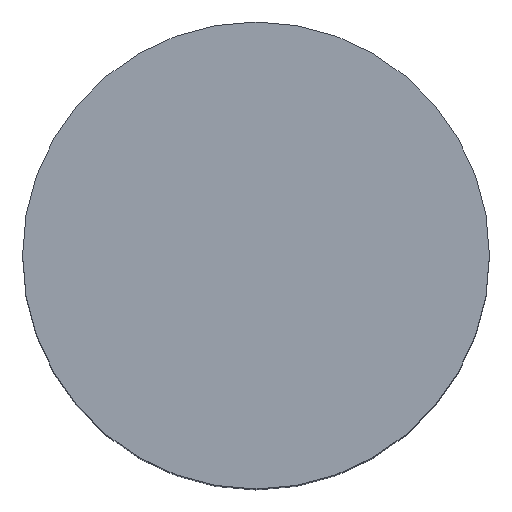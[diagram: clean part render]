
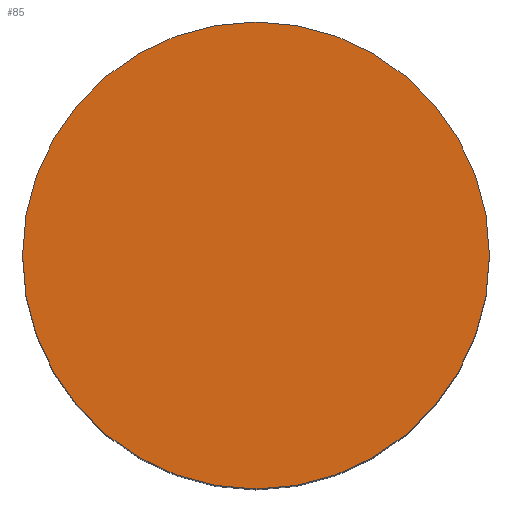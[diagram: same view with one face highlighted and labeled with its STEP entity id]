
A CAD part, top view. The second image highlights one B-rep face of the part: STEP entity #85.
In plain terms, the highlighted planar face has unit normal (0, 0, 1).
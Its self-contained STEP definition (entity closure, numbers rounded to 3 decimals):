
#50 = VERTEX_POINT('',#51);
#51 = CARTESIAN_POINT('',(5.,0.,2.));
#57 = EDGE_CURVE('',#50,#50,#58,.T.);
#58 = CIRCLE('',#59,5.);
#59 = AXIS2_PLACEMENT_3D('',#60,#61,#62);
#60 = CARTESIAN_POINT('',(0.,0.,2.));
#61 = DIRECTION('',(0.,0.,1.));
#62 = DIRECTION('',(1.,0.,0.));
#85 = ADVANCED_FACE('',(#86),#89,.T.);
#86 = FACE_BOUND('',#87,.T.);
#87 = EDGE_LOOP('',(#88));
#88 = ORIENTED_EDGE('',*,*,#57,.T.);
#89 = PLANE('',#90);
#90 = AXIS2_PLACEMENT_3D('',#91,#92,#93);
#91 = CARTESIAN_POINT('',(0.,0.,2.));
#92 = DIRECTION('',(0.,0.,1.));
#93 = DIRECTION('',(1.,0.,0.));
